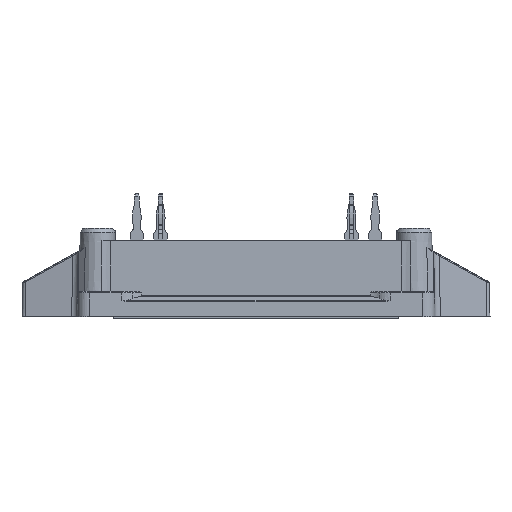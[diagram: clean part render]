
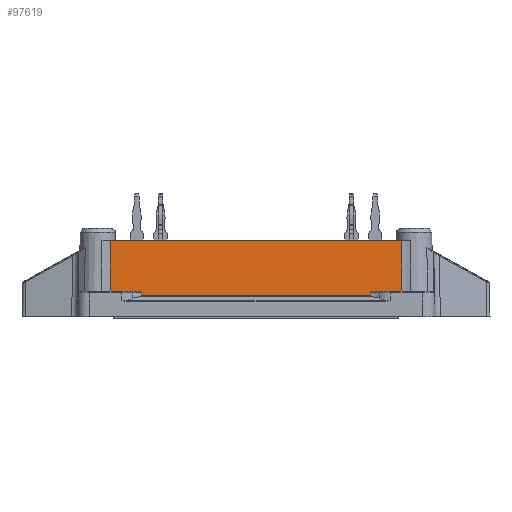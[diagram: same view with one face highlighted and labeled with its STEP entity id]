
A CAD part, front view. The second image highlights one B-rep face of the part: STEP entity #97619.
In plain terms, the highlighted planar face has unit normal (0, -1, 0.018).
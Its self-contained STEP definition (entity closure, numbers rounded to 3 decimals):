
#5448=B_SPLINE_CURVE_WITH_KNOTS('',3,(#135191,#135192,#135193,#135194),
 .UNSPECIFIED.,.F.,.F.,(4,4),(0.001,0.001),
 .UNSPECIFIED.);
#5449=B_SPLINE_CURVE_WITH_KNOTS('',3,(#135199,#135200,#135201,#135202),
 .UNSPECIFIED.,.F.,.F.,(4,4),(0.,0.001),
 .UNSPECIFIED.);
#5450=B_SPLINE_CURVE_WITH_KNOTS('',3,(#135204,#135205,#135206,#135207,#135208,
#135209,#135210,#135211),.UNSPECIFIED.,.F.,.F.,(4,1,1,1,1,4),(0.,
0.,0.,0.,0.001,
0.001),.UNSPECIFIED.);
#5451=B_SPLINE_CURVE_WITH_KNOTS('',3,(#135215,#135216,#135217,#135218),
 .UNSPECIFIED.,.F.,.F.,(4,4),(0.,0.007),.UNSPECIFIED.);
#5452=B_SPLINE_CURVE_WITH_KNOTS('',3,(#135219,#135220,#135221,#135222),
 .UNSPECIFIED.,.F.,.F.,(4,4),(0.,0.007),
 .UNSPECIFIED.);
#5453=B_SPLINE_CURVE_WITH_KNOTS('',3,(#135226,#135227,#135228,#135229,#135230,
#135231,#135232),.UNSPECIFIED.,.F.,.F.,(4,1,1,1,4),(0.,0.,
0.001,0.001,0.001),
 .UNSPECIFIED.);
#7634=ORIENTED_EDGE('',*,*,#28359,.F.);
#7635=ORIENTED_EDGE('',*,*,#28360,.T.);
#7636=ORIENTED_EDGE('',*,*,#28361,.F.);
#7637=ORIENTED_EDGE('',*,*,#28362,.T.);
#7638=ORIENTED_EDGE('',*,*,#28363,.T.);
#7639=ORIENTED_EDGE('',*,*,#28364,.T.);
#7640=ORIENTED_EDGE('',*,*,#27409,.F.);
#7641=ORIENTED_EDGE('',*,*,#28365,.T.);
#7642=ORIENTED_EDGE('',*,*,#28366,.F.);
#7643=ORIENTED_EDGE('',*,*,#28367,.T.);
#27409=EDGE_CURVE('',#37817,#37818,#43746,.T.);
#28359=EDGE_CURVE('',#38684,#38685,#5448,.T.);
#28360=EDGE_CURVE('',#38684,#38686,#44176,.T.);
#28361=EDGE_CURVE('',#38687,#38686,#5449,.T.);
#28362=EDGE_CURVE('',#38687,#38688,#5450,.T.);
#28363=EDGE_CURVE('',#38688,#38689,#44177,.T.);
#28364=EDGE_CURVE('',#38689,#37818,#5451,.T.);
#28365=EDGE_CURVE('',#37817,#38690,#5452,.T.);
#28366=EDGE_CURVE('',#38691,#38690,#44178,.T.);
#28367=EDGE_CURVE('',#38691,#38685,#5453,.T.);
#37817=VERTEX_POINT('',#132848);
#37818=VERTEX_POINT('',#132850);
#38684=VERTEX_POINT('',#135195);
#38685=VERTEX_POINT('',#135196);
#38686=VERTEX_POINT('',#135198);
#38687=VERTEX_POINT('',#135203);
#38688=VERTEX_POINT('',#135212);
#38689=VERTEX_POINT('',#135214);
#38690=VERTEX_POINT('',#135223);
#38691=VERTEX_POINT('',#135225);
#43746=LINE('',#132849,#50660);
#44176=LINE('',#135197,#51090);
#44177=LINE('',#135213,#51091);
#44178=LINE('',#135224,#51092);
#50660=VECTOR('',#110641,1000.);
#51090=VECTOR('',#112077,1000.);
#51091=VECTOR('',#112078,1000.);
#51092=VECTOR('',#112079,1000.);
#57338=EDGE_LOOP('',(#7634,#7635,#7636,#7637,#7638,#7639,#7640,#7641,#7642,
#7643));
#61782=FACE_BOUND('',#57338,.T.);
#66013=PLANE('',#102746);
#97619=ADVANCED_FACE('',(#61782),#66013,.T.);
#102746=AXIS2_PLACEMENT_3D('',#135190,#112075,#112076);
#110641=DIRECTION('',(1.,0.,0.));
#112075=DIRECTION('',(0.,-1.,0.017));
#112076=DIRECTION('',(0.,-0.017,-1.));
#112077=DIRECTION('',(1.,0.,0.));
#112078=DIRECTION('',(1.,0.,0.));
#112079=DIRECTION('',(-1.,0.,0.));
#132848=CARTESIAN_POINT('',(-19.525,-27.653,10.2));
#132849=CARTESIAN_POINT('',(-26.5,-27.653,10.2));
#132850=CARTESIAN_POINT('',(19.525,-27.653,10.2));
#135190=CARTESIAN_POINT('',(-26.5,-27.78,2.9));
#135191=CARTESIAN_POINT('',(-15.378,-27.781,2.822));
#135192=CARTESIAN_POINT('',(-15.379,-27.779,2.949));
#135193=CARTESIAN_POINT('',(-15.379,-27.777,3.076));
#135194=CARTESIAN_POINT('',(-15.379,-27.775,3.203));
#135195=CARTESIAN_POINT('',(-15.378,-27.781,2.822));
#135196=CARTESIAN_POINT('',(-15.379,-27.775,3.203));
#135197=CARTESIAN_POINT('',(-26.5,-27.781,2.822));
#135198=CARTESIAN_POINT('',(15.378,-27.781,2.822));
#135199=CARTESIAN_POINT('',(15.379,-27.775,3.203));
#135200=CARTESIAN_POINT('',(15.379,-27.777,3.076));
#135201=CARTESIAN_POINT('',(15.379,-27.779,2.949));
#135202=CARTESIAN_POINT('',(15.378,-27.781,2.822));
#135203=CARTESIAN_POINT('',(15.379,-27.775,3.203));
#135204=CARTESIAN_POINT('',(15.379,-27.775,3.203));
#135205=CARTESIAN_POINT('',(15.379,-27.774,3.235));
#135206=CARTESIAN_POINT('',(15.441,-27.773,3.274));
#135207=CARTESIAN_POINT('',(15.55,-27.773,3.32));
#135208=CARTESIAN_POINT('',(15.702,-27.772,3.361));
#135209=CARTESIAN_POINT('',(15.882,-27.771,3.392));
#135210=CARTESIAN_POINT('',(16.005,-27.771,3.4));
#135211=CARTESIAN_POINT('',(16.067,-27.771,3.4));
#135212=CARTESIAN_POINT('',(16.067,-27.771,3.4));
#135213=CARTESIAN_POINT('',(-26.5,-27.771,3.4));
#135214=CARTESIAN_POINT('',(19.511,-27.771,3.4));
#135215=CARTESIAN_POINT('',(19.511,-27.771,3.4));
#135216=CARTESIAN_POINT('',(19.516,-27.732,5.667));
#135217=CARTESIAN_POINT('',(19.521,-27.692,7.933));
#135218=CARTESIAN_POINT('',(19.525,-27.653,10.2));
#135219=CARTESIAN_POINT('',(-19.525,-27.653,10.2));
#135220=CARTESIAN_POINT('',(-19.521,-27.692,7.933));
#135221=CARTESIAN_POINT('',(-19.516,-27.732,5.667));
#135222=CARTESIAN_POINT('',(-19.511,-27.771,3.4));
#135223=CARTESIAN_POINT('',(-19.511,-27.771,3.4));
#135224=CARTESIAN_POINT('',(-26.5,-27.771,3.4));
#135225=CARTESIAN_POINT('',(-16.067,-27.771,3.4));
#135226=CARTESIAN_POINT('',(-16.067,-27.771,3.4));
#135227=CARTESIAN_POINT('',(-15.944,-27.771,3.4));
#135228=CARTESIAN_POINT('',(-15.762,-27.772,3.377));
#135229=CARTESIAN_POINT('',(-15.549,-27.773,3.32));
#135230=CARTESIAN_POINT('',(-15.44,-27.773,3.273));
#135231=CARTESIAN_POINT('',(-15.379,-27.774,3.235));
#135232=CARTESIAN_POINT('',(-15.379,-27.775,3.203));
